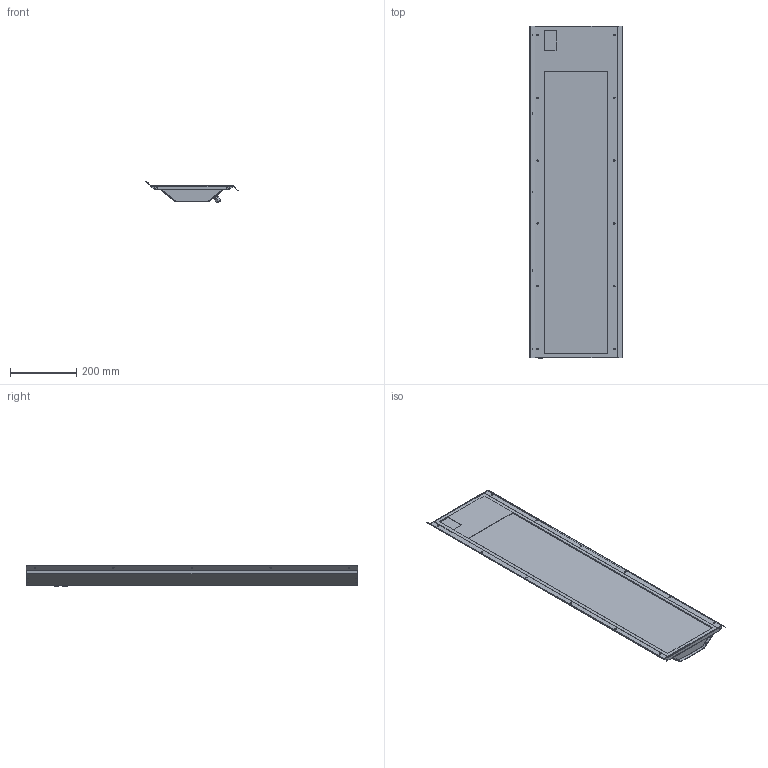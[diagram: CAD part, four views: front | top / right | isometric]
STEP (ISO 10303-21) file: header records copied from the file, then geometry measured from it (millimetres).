
FILE_DESCRIPTION (( 'STEP AP203' ), '1' );
FILE_NAME ('46003_LED_Leuchte_1000_SEL_45.STEP', '2026-02-20T08:05:11', ( '' ), ( '' ), 'SwSTEP 2.0', 'SolidWorks 2019', '' );
FILE_SCHEMA (( 'CONFIG_CONTROL_DESIGN' ));
Products named in the file (1): 46003_LED_Leuchte_1000_SEL_45
Bounding box: 278.05 x 1000 x 66.15 mm (x, y, z)
Surface area: 1633900.8 mm2 (no closed solid volume)
Topology: 0 solids, 14 shells, 4191 faces, 10865 edges, 7078 vertices
Faces by surface type: plane 3004, cylinder 775, bspline 282, cone 120, torus 10
Entity records: 143290 total; most frequent: CARTESIAN_POINT 42599, ORIENTED_EDGE 21616, DIRECTION 19021, EDGE_CURVE 10846, VECTOR 8217, LINE 8217, VERTEX_POINT 7078, AXIS2_PLACEMENT_3D 5402
